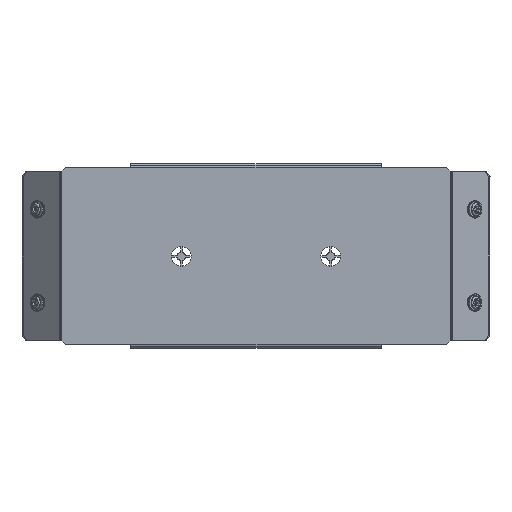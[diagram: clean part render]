
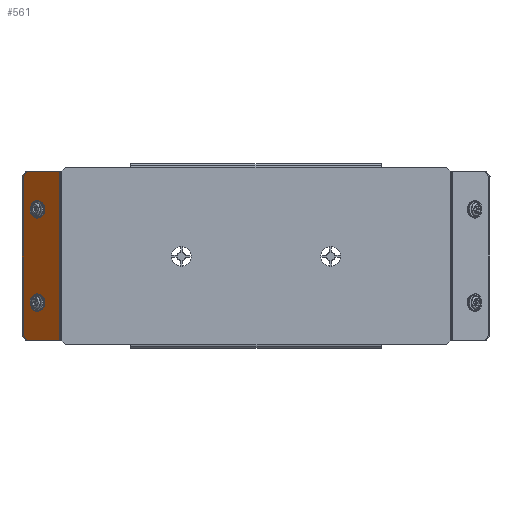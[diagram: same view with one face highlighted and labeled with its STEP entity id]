
A CAD part, front view. The second image highlights one B-rep face of the part: STEP entity #561.
In plain terms, the highlighted face is planar.
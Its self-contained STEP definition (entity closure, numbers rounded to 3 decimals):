
#103 = CARTESIAN_POINT ( 'NONE',  ( -116.001, -11.172, 25. ) ) ;
#150 = FACE_OUTER_BOUND ( 'NONE', #2833, .T. ) ;
#170 = CARTESIAN_POINT ( 'NONE',  ( -105.414, -0.586, -45.5 ) ) ;
#180 = EDGE_CURVE ( 'NONE', #4927, #992, #4223, .T. ) ;
#241 = EDGE_LOOP ( 'NONE', ( #4299, #4654 ) ) ;
#287 = EDGE_CURVE ( 'NONE', #4901, #5708, #5611, .T. ) ;
#386 = DIRECTION ( 'NONE',  ( -0.707, -0.707, 0. ) ) ;
#408 = CARTESIAN_POINT ( 'NONE',  ( -104.004, 0.824, -72.666 ) ) ;
#428 = ORIENTED_EDGE ( 'NONE', *, *, #5327, .T. ) ;
#452 = EDGE_LOOP ( 'NONE', ( #1887, #5555 ) ) ;
#499 = EDGE_CURVE ( 'NONE', #3871, #3161, #1809, .T. ) ;
#500 = FACE_BOUND ( 'NONE', #452, .T. ) ;
#551 = FACE_BOUND ( 'NONE', #241, .T. ) ;
#558 = DIRECTION ( 'NONE',  ( -0.707, 0.707, 0. ) ) ;
#561 = ADVANCED_FACE ( 'NONE', ( #551, #500, #150 ), #2247, .T. ) ;
#622 = AXIS2_PLACEMENT_3D ( 'NONE', #3215, #4890, #4119 ) ;
#633 = CARTESIAN_POINT ( 'NONE',  ( -105.414, -0.586, 45.5 ) ) ;
#913 = DIRECTION ( 'NONE',  ( 0., 0., -1. ) ) ;
#968 = EDGE_CURVE ( 'NONE', #2374, #4767, #4801, .T. ) ;
#975 = DIRECTION ( 'NONE',  ( -0.707, -0.707, 0. ) ) ;
#992 = VERTEX_POINT ( 'NONE', #4372 ) ;
#1086 = DIRECTION ( 'NONE',  ( -0.707, -0.707, 0. ) ) ;
#1335 = CARTESIAN_POINT ( 'NONE',  ( -116.001, -11.172, -25. ) ) ;
#1367 = LINE ( 'NONE', #408, #5192 ) ;
#1374 = AXIS2_PLACEMENT_3D ( 'NONE', #1942, #5051, #1086 ) ;
#1408 = CARTESIAN_POINT ( 'NONE',  ( -118.122, -13.294, 25. ) ) ;
#1427 = CARTESIAN_POINT ( 'NONE',  ( -104.004, 0.824, 72.666 ) ) ;
#1689 = EDGE_CURVE ( 'NONE', #3161, #3871, #5282, .T. ) ;
#1760 = CARTESIAN_POINT ( 'NONE',  ( -125.335, -20.506, 45.5 ) ) ;
#1809 = CIRCLE ( 'NONE', #5050, 3. ) ;
#1859 = CARTESIAN_POINT ( 'NONE',  ( -116.001, -11.172, 25. ) ) ;
#1887 = ORIENTED_EDGE ( 'NONE', *, *, #499, .F. ) ;
#1897 = EDGE_CURVE ( 'NONE', #2374, #5350, #4842, .T. ) ;
#1907 = DIRECTION ( 'NONE',  ( 0.707, 0.707, 0. ) ) ;
#1942 = CARTESIAN_POINT ( 'NONE',  ( -116.001, -11.172, -25. ) ) ;
#1988 = VECTOR ( 'NONE', #5167, 1000. ) ;
#1999 = VECTOR ( 'NONE', #3545, 1000. ) ;
#2097 = CARTESIAN_POINT ( 'NONE',  ( -113.879, -9.051, -25. ) ) ;
#2158 = DIRECTION ( 'NONE',  ( -0.5, -0.5, 0.707 ) ) ;
#2247 = PLANE ( 'NONE',  #622 ) ;
#2325 = DIRECTION ( 'NONE',  ( 0.5, 0.5, 0.707 ) ) ;
#2374 = VERTEX_POINT ( 'NONE', #633 ) ;
#2380 = CARTESIAN_POINT ( 'NONE',  ( -125.335, -20.506, 42.5 ) ) ;
#2440 = EDGE_CURVE ( 'NONE', #4901, #4767, #2850, .T. ) ;
#2520 = CARTESIAN_POINT ( 'NONE',  ( -125.335, -20.506, -45.5 ) ) ;
#2833 = EDGE_LOOP ( 'NONE', ( #3631, #5584, #5315, #5615, #5597, #428 ) ) ;
#2836 = LINE ( 'NONE', #4121, #4474 ) ;
#2850 = LINE ( 'NONE', #1427, #2961 ) ;
#2877 = CARTESIAN_POINT ( 'NONE',  ( -118.122, -13.294, -25. ) ) ;
#2961 = VECTOR ( 'NONE', #2325, 1000. ) ;
#3011 = EDGE_CURVE ( 'NONE', #4924, #5350, #2836, .T. ) ;
#3074 = CARTESIAN_POINT ( 'NONE',  ( -105.414, -0.586, 0. ) ) ;
#3161 = VERTEX_POINT ( 'NONE', #2097 ) ;
#3215 = CARTESIAN_POINT ( 'NONE',  ( -52.621, 52.207, 0. ) ) ;
#3425 = CIRCLE ( 'NONE', #5360, 3. ) ;
#3488 = CARTESIAN_POINT ( 'NONE',  ( -123.213, -18.385, 45.5 ) ) ;
#3545 = DIRECTION ( 'NONE',  ( -0.707, -0.707, 0. ) ) ;
#3554 = DIRECTION ( 'NONE',  ( -0.707, 0.707, 0. ) ) ;
#3631 = ORIENTED_EDGE ( 'NONE', *, *, #287, .F. ) ;
#3769 = EDGE_CURVE ( 'NONE', #992, #4927, #3425, .T. ) ;
#3805 = VECTOR ( 'NONE', #913, 1000. ) ;
#3871 = VERTEX_POINT ( 'NONE', #2877 ) ;
#4119 = DIRECTION ( 'NONE',  ( -0.707, -0.707, 0. ) ) ;
#4121 = CARTESIAN_POINT ( 'NONE',  ( -105.121, -0.293, -45.5 ) ) ;
#4223 = CIRCLE ( 'NONE', #5710, 3. ) ;
#4299 = ORIENTED_EDGE ( 'NONE', *, *, #180, .F. ) ;
#4372 = CARTESIAN_POINT ( 'NONE',  ( -113.879, -9.051, 25. ) ) ;
#4472 = DIRECTION ( 'NONE',  ( -0.707, 0.707, 0. ) ) ;
#4474 = VECTOR ( 'NONE', #1907, 1000. ) ;
#4654 = ORIENTED_EDGE ( 'NONE', *, *, #3769, .F. ) ;
#4767 = VERTEX_POINT ( 'NONE', #3488 ) ;
#4801 = LINE ( 'NONE', #1760, #1999 ) ;
#4842 = LINE ( 'NONE', #3074, #3805 ) ;
#4875 = CARTESIAN_POINT ( 'NONE',  ( -125.335, -20.506, -42.5 ) ) ;
#4890 = DIRECTION ( 'NONE',  ( -0.707, 0.707, 0. ) ) ;
#4901 = VERTEX_POINT ( 'NONE', #2380 ) ;
#4924 = VERTEX_POINT ( 'NONE', #5387 ) ;
#4927 = VERTEX_POINT ( 'NONE', #1408 ) ;
#5050 = AXIS2_PLACEMENT_3D ( 'NONE', #1335, #3554, #386 ) ;
#5051 = DIRECTION ( 'NONE',  ( -0.707, 0.707, 0. ) ) ;
#5167 = DIRECTION ( 'NONE',  ( 0., 0., -1. ) ) ;
#5192 = VECTOR ( 'NONE', #2158, 1000. ) ;
#5282 = CIRCLE ( 'NONE', #1374, 3. ) ;
#5315 = ORIENTED_EDGE ( 'NONE', *, *, #968, .F. ) ;
#5327 = EDGE_CURVE ( 'NONE', #4924, #5708, #1367, .T. ) ;
#5350 = VERTEX_POINT ( 'NONE', #170 ) ;
#5360 = AXIS2_PLACEMENT_3D ( 'NONE', #1859, #4472, #975 ) ;
#5387 = CARTESIAN_POINT ( 'NONE',  ( -123.213, -18.385, -45.5 ) ) ;
#5428 = DIRECTION ( 'NONE',  ( -0.707, -0.707, 0. ) ) ;
#5555 = ORIENTED_EDGE ( 'NONE', *, *, #1689, .F. ) ;
#5584 = ORIENTED_EDGE ( 'NONE', *, *, #2440, .T. ) ;
#5597 = ORIENTED_EDGE ( 'NONE', *, *, #3011, .F. ) ;
#5611 = LINE ( 'NONE', #2520, #1988 ) ;
#5615 = ORIENTED_EDGE ( 'NONE', *, *, #1897, .T. ) ;
#5708 = VERTEX_POINT ( 'NONE', #4875 ) ;
#5710 = AXIS2_PLACEMENT_3D ( 'NONE', #103, #558, #5428 ) ;
